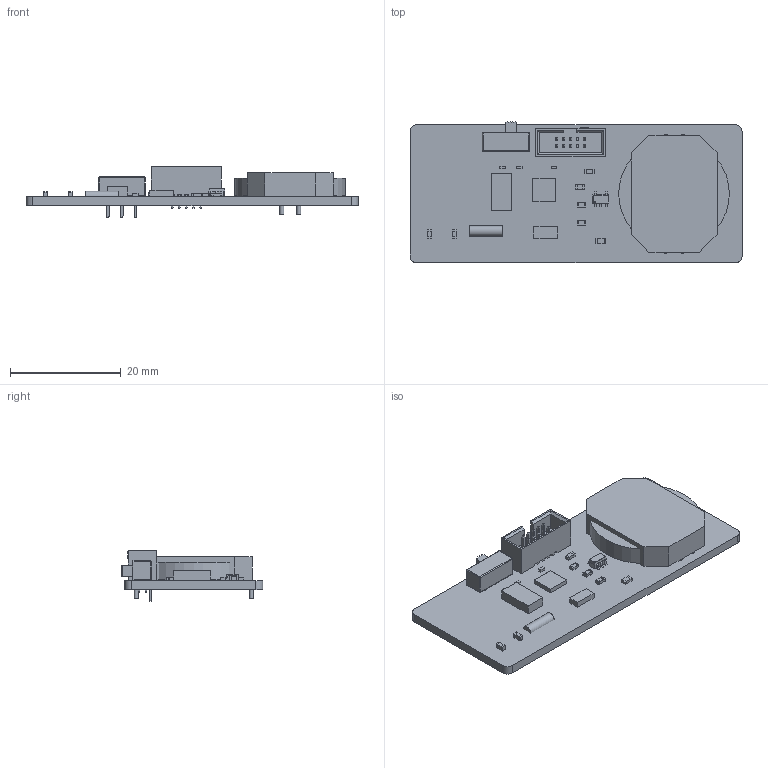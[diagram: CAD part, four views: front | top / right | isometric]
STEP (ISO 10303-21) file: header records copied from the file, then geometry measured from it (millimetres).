
FILE_DESCRIPTION(('Open CASCADE Model'),'2;1');
FILE_NAME('Open CASCADE Shape Model','2020-06-13T20:44:02',('Author'),( 'Open CASCADE'),'Open CASCADE STEP processor 6.5','Open CASCADE 6.5' ,'Unknown');
FILE_SCHEMA(('AUTOMOTIVE_DESIGN { 1 0 10303 214 1 1 1 1 }'));
Length unit declared in the file: millimetre
Products named in the file (51): PCB; Board; X1; 1637291856; Cylinder; U4; 1651081440; Extruded; U3; 1651081184; 1651081824; U2; 1651081696; U1; SOT23-5_D; R5; 0603-RES; R4; R3; R2; 1536282448; 1535866448; R1; 1536282576; 1536277712; J3; SPDT_MSHS1105_APEM_v2; J2; User_Library-CONB127P-2R-20W_TH3220-10-0100-00; C5; 1535721232; C4; C3; User_Library-Chip_Capacitor2; C2; C1; BT1; 1535721488; 1637281056; 1637298816
Assembly tree (62 placements, depth 4):
  PCB
    Board
    X1
      1637291856
        Cylinder
    U4
      1651081440
        Extruded
    U3
      1651081184
        Extruded
      1651081824
        Extruded
    U2
      1651081696
        Extruded
    U1
      SOT23-5_D
    R5
      0603-RES
    R4
      0603-RES
    R3
      0603-RES
    R2
      1536282448  x2
        Extruded
      1535866448
        Extruded
    R1
      1536282576
        Extruded
      1536277712  x2
        Extruded
    J3
      SPDT_MSHS1105_APEM_v2
    J2
      User_Library-CONB127P-2R-20W_TH3220-10-0100-00
    C5
      1535721232
        Extruded
    C4
      1535721232
        Extruded
    C3
      User_Library-Chip_Capacitor2  x2
    C2
      User_Library-Chip_Capacitor2  x2
    C1
      1535721232
        Extruded
    BT1
      1535721488
        Extruded
      1637281056  x4
        Cylinder
      1637298816
        Cylinder
Bounding box: 60 x 25.63 x 9.17 mm (x, y, z)
Volume: 5221.9 mm3; surface area: 6106.6 mm2
Topology: 47 solids, 47 shells, 767 faces, 1695 edges, 1013 vertices
Faces by surface type: plane 606, cylinder 119, sphere 40, torus 1, cone 1
Full cylindrical faces by diameter (mm): 0.762 x4, 1.9 x1, 20 x1
Entity records: 34038 total; most frequent: CARTESIAN_POINT 6482, DIRECTION 4604, LINE 3193, VECTOR 3193, ORIENTED_EDGE 2396, PCURVE 2396, DEFINITIONAL_REPRESENTATION 2396, EDGE_CURVE 1198
